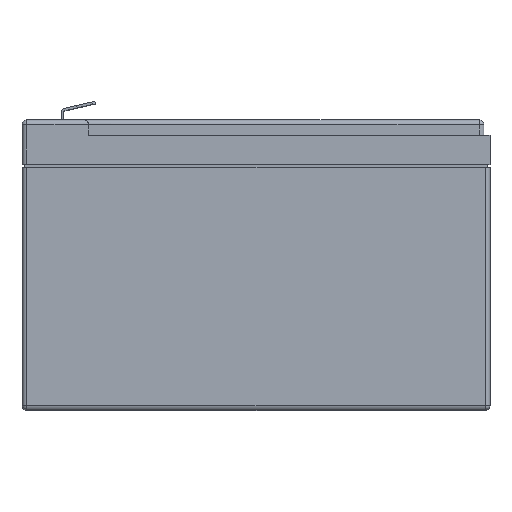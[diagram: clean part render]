
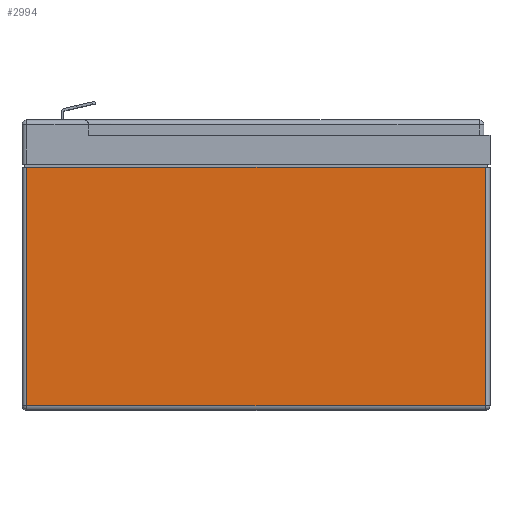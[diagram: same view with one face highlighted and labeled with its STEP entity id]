
A CAD part, top view. The second image highlights one B-rep face of the part: STEP entity #2994.
In plain terms, the highlighted planar face has unit normal (0, 0, 1).
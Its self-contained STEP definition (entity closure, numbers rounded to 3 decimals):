
#181 = EDGE_CURVE ( 'NONE', #1108, #641, #5038, .T. ) ;
#498 = VECTOR ( 'NONE', #521, 1000. ) ;
#521 = DIRECTION ( 'NONE',  ( 0., 1., 0. ) ) ;
#641 = VERTEX_POINT ( 'NONE', #2340 ) ;
#815 = DIRECTION ( 'NONE',  ( -1., 0., 0. ) ) ;
#817 = VERTEX_POINT ( 'NONE', #2240 ) ;
#1108 = VERTEX_POINT ( 'NONE', #5156 ) ;
#1124 = CARTESIAN_POINT ( 'NONE',  ( -75.5, 78.375, 32.5 ) ) ;
#1307 = EDGE_CURVE ( 'NONE', #2238, #817, #2224, .T. ) ;
#1336 = EDGE_CURVE ( 'NONE', #641, #2238, #2715, .T. ) ;
#1450 = VECTOR ( 'NONE', #2635, 1000. ) ;
#1741 = CARTESIAN_POINT ( 'NONE',  ( -74., 93.662, 32.5 ) ) ;
#1797 = ORIENTED_EDGE ( 'NONE', *, *, #1336, .T. ) ;
#1828 = VECTOR ( 'NONE', #5323, 1000. ) ;
#2183 = AXIS2_PLACEMENT_3D ( 'NONE', #2444, #4123, #815 ) ;
#2224 = LINE ( 'NONE', #2251, #498 ) ;
#2238 = VERTEX_POINT ( 'NONE', #2677 ) ;
#2240 = CARTESIAN_POINT ( 'NONE',  ( 74., 78.375, 32.5 ) ) ;
#2251 = CARTESIAN_POINT ( 'NONE',  ( 74., 93.662, 32.5 ) ) ;
#2340 = CARTESIAN_POINT ( 'NONE',  ( -74., 1.5, 32.5 ) ) ;
#2444 = CARTESIAN_POINT ( 'NONE',  ( -75.5, 93.662, 32.5 ) ) ;
#2626 = ORIENTED_EDGE ( 'NONE', *, *, #1307, .T. ) ;
#2635 = DIRECTION ( 'NONE',  ( 1., 0., 0. ) ) ;
#2677 = CARTESIAN_POINT ( 'NONE',  ( 74., 1.5, 32.5 ) ) ;
#2715 = LINE ( 'NONE', #3465, #1450 ) ;
#2994 = ADVANCED_FACE ( 'NONE', ( #5036 ), #4222, .F. ) ;
#3465 = CARTESIAN_POINT ( 'NONE',  ( -75.5, 1.5, 32.5 ) ) ;
#4003 = EDGE_CURVE ( 'NONE', #1108, #817, #4445, .T. ) ;
#4123 = DIRECTION ( 'NONE',  ( 0., 0., -1. ) ) ;
#4188 = ORIENTED_EDGE ( 'NONE', *, *, #181, .T. ) ;
#4222 = PLANE ( 'NONE',  #2183 ) ;
#4382 = VECTOR ( 'NONE', #4636, 1000. ) ;
#4445 = LINE ( 'NONE', #1124, #1828 ) ;
#4636 = DIRECTION ( 'NONE',  ( 0., -1., 0. ) ) ;
#4793 = ORIENTED_EDGE ( 'NONE', *, *, #4003, .F. ) ;
#5036 = FACE_OUTER_BOUND ( 'NONE', #5307, .T. ) ;
#5038 = LINE ( 'NONE', #1741, #4382 ) ;
#5156 = CARTESIAN_POINT ( 'NONE',  ( -74., 78.375, 32.5 ) ) ;
#5307 = EDGE_LOOP ( 'NONE', ( #4793, #4188, #1797, #2626 ) ) ;
#5323 = DIRECTION ( 'NONE',  ( 1., 0., 0. ) ) ;
